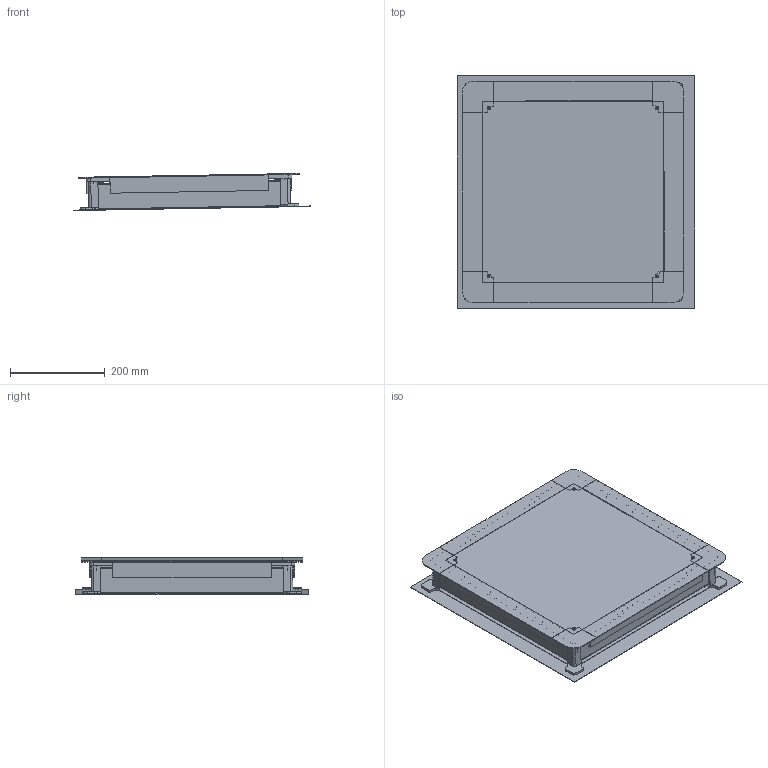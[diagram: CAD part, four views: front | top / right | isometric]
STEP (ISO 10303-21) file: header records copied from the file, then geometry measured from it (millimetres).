
FILE_DESCRIPTION (( 'STEP AP214' ), '1' );
FILE_NAME ('7410035_KSTP1.stp', '2016-07-18T07:14:40', ( '' ), ( '' ), 'SwSTEP 2.0', 'SolidWorks 2014', '' );
FILE_SCHEMA (( 'AUTOMOTIVE_DESIGN' ));
Length unit declared in the file: millimetre
Products named in the file (10): 001076_Standard; 001070_Standard; 001172_Schieber ge”ffnet; 002094_Standard; 001065_Standard; 43514B_Standard; P_001285T2_1_mit 4 Rohreinf”rungen; P_001285T1_1_Standard; 7410035_KSTP1; 001069_Mit  Tasche f〉 Fallblech
Assembly tree (21 placements, depth 4):
  7410035_KSTP1
    P_001285T2_1_mit 4 Rohreinf”rungen
      001076_Standard
      001172_Schieber ge”ffnet  x4
        001070_Standard
      002094_Standard  x4
    P_001285T1_1_Standard
      001065_Standard  x4
      001069_Mit  Tasche f〉 Fallblech  x4
      43514B_Standard
Bounding box: 500.19 x 490.25 x 78.32 mm (x, y, z)
Volume: 995302.6 mm3; surface area: 1401465.5 mm2
Topology: 18 solids, 18 shells, 500 faces, 1320 edges, 856 vertices
Faces by surface type: plane 420, cylinder 76, cone 4
Entity records: 4993 total; most frequent: CARTESIAN_POINT 771, DIRECTION 752, ORIENTED_EDGE 732, EDGE_CURVE 366, VECTOR 314, LINE 314, VERTEX_POINT 238, AXIS2_PLACEMENT_3D 219
